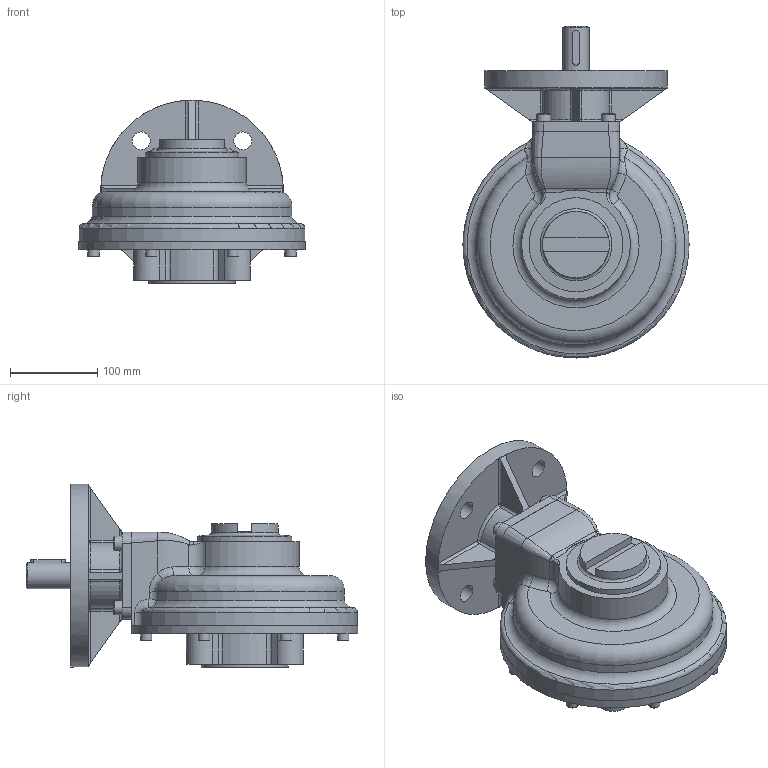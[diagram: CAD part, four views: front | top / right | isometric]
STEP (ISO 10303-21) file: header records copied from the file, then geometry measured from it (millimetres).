
FILE_DESCRIPTION(/* description */ ('Unknown'),/* implementation_level */ '2;1');
FILE_NAME(/* name */ 'PUBIB6-F16-F14_simplified',/* time_stamp */ '2015-12-09T16:53:13+00:00',/* author */ ('Unknown'),/* organization */ ('Unknown'),/* preprocessor_version */ 'ST-DEVELOPER v16',/* originating_system */ 'DEX',/* authorisation */ $);
FILE_SCHEMA (('AUTOMOTIVE_DESIGN {1 0 10303 214 3 1 1}'));
Length unit declared in the file: millimetre
Products named in the file (1): PUBIB6-F16-F14_simplified
Bounding box: 260 x 381.27 x 210.9 mm (x, y, z)
Surface area: 402035.5 mm2 (no closed solid volume)
Topology: 0 solids, 22 shells, 400 faces, 1032 edges, 620 vertices
Faces by surface type: plane 135, cylinder 131, torus 45, bspline 42, sphere 24, cone 23
Full cylindrical faces by diameter (mm): 13 x8, 14 x4, 16 x4, 20.5 x4, 30 x1, 70 x1, 100 x1, 107.95 x1, 110 x1, 130 x1, 210 x1, 217 x1, 260 x1
Entity records: 15649 total; most frequent: CARTESIAN_POINT 4964, DIRECTION 1978, ORIENTED_EDGE 1717, EDGE_CURVE 906, AXIS2_PLACEMENT_3D 797, VERTEX_POINT 597, FACE_BOUND 523, EDGE_LOOP 519
